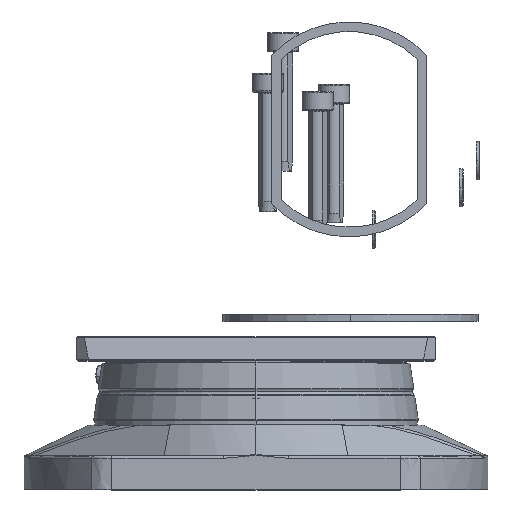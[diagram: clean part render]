
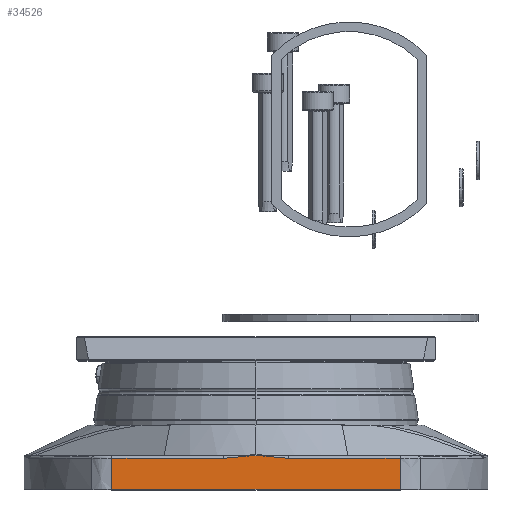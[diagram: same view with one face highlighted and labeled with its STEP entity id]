
A CAD part, top view. The second image highlights one B-rep face of the part: STEP entity #34526.
In plain terms, the highlighted planar face has unit normal (0, 0.009, 1).
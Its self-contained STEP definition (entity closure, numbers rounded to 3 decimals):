
#1557 = CARTESIAN_POINT ( 'NONE',  ( -60.415, 0., 72.5 ) ) ;
#2090 = CARTESIAN_POINT ( 'NONE',  ( 60.415, 0., 72.5 ) ) ;
#2178 = DIRECTION ( 'NONE',  ( -1., 0., 0. ) ) ;
#2179 = CARTESIAN_POINT ( 'NONE',  ( -100., 0., 72.5 ) ) ;
#2192 = LINE ( 'NONE', #2179, #2224 ) ;
#2224 = VECTOR ( 'NONE', #2178, 1000. ) ;
#14374 = CARTESIAN_POINT ( 'NONE',  ( -13.463, 13.009, 72.386 ) ) ;
#14376 = CARTESIAN_POINT ( 'NONE',  ( -12.689, 13.009, 72.386 ) ) ;
#14378 = CARTESIAN_POINT ( 'NONE',  ( -11.916, 13.034, 72.386 ) ) ;
#14380 = CARTESIAN_POINT ( 'NONE',  ( -10.37, 13.117, 72.386 ) ) ;
#14382 = CARTESIAN_POINT ( 'NONE',  ( -9.599, 13.175, 72.385 ) ) ;
#14384 = CARTESIAN_POINT ( 'NONE',  ( -8.06, 13.317, 72.384 ) ) ;
#14386 = CARTESIAN_POINT ( 'NONE',  ( -7.292, 13.4, 72.383 ) ) ;
#14387 = CARTESIAN_POINT ( 'NONE',  ( -6.142, 13.543, 72.382 ) ) ;
#14388 = CARTESIAN_POINT ( 'NONE',  ( -5.758, 13.594, 72.381 ) ) ;
#14389 = CARTESIAN_POINT ( 'NONE',  ( -4.993, 13.705, 72.38 ) ) ;
#14390 = CARTESIAN_POINT ( 'NONE',  ( -4.611, 13.765, 72.38 ) ) ;
#14392 = CARTESIAN_POINT ( 'NONE',  ( -4.23, 13.835, 72.379 ) ) ;
#14396 = B_SPLINE_CURVE_WITH_KNOTS ( 'NONE', 3,
 ( #14392, #14390, #14389, #14388, #14387, #14386, #14384, #14382, #14380, #14378, #14376, #14374 ),
 .UNSPECIFIED., .F., .F.,
 ( 4, 2, 2, 2, 2, 4 ),
 ( 0., 0.001, 0.002, 0.005, 0.007, 0.009 ),
 .UNSPECIFIED. ) ;
#14397 = CARTESIAN_POINT ( 'NONE',  ( -13.463, 13.009, 72.386 ) ) ;
#14400 = CARTESIAN_POINT ( 'NONE',  ( -60.368, 13.009, 72.386 ) ) ;
#14401 = DIRECTION ( 'NONE',  ( -1., 0., 0. ) ) ;
#14402 = VECTOR ( 'NONE', #14401, 1000. ) ;
#14404 = CARTESIAN_POINT ( 'NONE',  ( -100., 13.009, 72.386 ) ) ;
#14405 = LINE ( 'NONE', #14404, #14402 ) ;
#14441 = CARTESIAN_POINT ( 'NONE',  ( -4.23, 13.835, 72.379 ) ) ;
#14442 = CARTESIAN_POINT ( 'NONE',  ( -1.41, 14.359, 72.375 ) ) ;
#14443 = CARTESIAN_POINT ( 'NONE',  ( 1.41, 14.359, 72.375 ) ) ;
#14445 = CARTESIAN_POINT ( 'NONE',  ( 4.23, 13.835, 72.379 ) ) ;
#14448 = B_SPLINE_CURVE_WITH_KNOTS ( 'NONE', 3,
 ( #14445, #14443, #14442, #14441 ),
 .UNSPECIFIED., .F., .F.,
 ( 4, 4 ),
 ( 0., 0.008 ),
 .UNSPECIFIED. ) ;
#14453 = DIRECTION ( 'NONE',  ( 0., -1., 0.009 ) ) ;
#14454 = DIRECTION ( 'NONE',  ( 0., 0.009, 1. ) ) ;
#14455 = CARTESIAN_POINT ( 'NONE',  ( -100., 0., 72.5 ) ) ;
#14456 = AXIS2_PLACEMENT_3D ( 'NONE', #14455, #14454, #14453 ) ;
#14469 = PLANE ( 'NONE',  #14456 ) ;
#14471 = FACE_OUTER_BOUND ( 'NONE', #34516, .T. ) ;
#14488 = CARTESIAN_POINT ( 'NONE',  ( -4.23, 13.835, 72.379 ) ) ;
#14491 = CARTESIAN_POINT ( 'NONE',  ( 7.294, 13.4, 72.383 ) ) ;
#14492 = CARTESIAN_POINT ( 'NONE',  ( 8.063, 13.317, 72.384 ) ) ;
#14493 = CARTESIAN_POINT ( 'NONE',  ( 9.602, 13.175, 72.385 ) ) ;
#14495 = CARTESIAN_POINT ( 'NONE',  ( 10.372, 13.117, 72.386 ) ) ;
#14496 = CARTESIAN_POINT ( 'NONE',  ( 11.916, 13.034, 72.386 ) ) ;
#14497 = CARTESIAN_POINT ( 'NONE',  ( 12.689, 13.009, 72.386 ) ) ;
#14498 = CARTESIAN_POINT ( 'NONE',  ( 13.463, 13.009, 72.386 ) ) ;
#14500 = DIRECTION ( 'NONE',  ( -1., 0., 0. ) ) ;
#14501 = VECTOR ( 'NONE', #14500, 1000. ) ;
#14504 = CARTESIAN_POINT ( 'NONE',  ( -100., 13.009, 72.386 ) ) ;
#14509 = LINE ( 'NONE', #14504, #14501 ) ;
#14511 = B_SPLINE_CURVE_WITH_KNOTS ( 'NONE', 3,
 ( #14498, #14497, #14496, #14495, #14493, #14492, #14491, #14596, #14594, #14593, #14592, #14591 ),
 .UNSPECIFIED., .F., .F.,
 ( 4, 2, 2, 2, 2, 4 ),
 ( 0., 0.002, 0.005, 0.007, 0.008, 0.009 ),
 .UNSPECIFIED. ) ;
#14533 = CARTESIAN_POINT ( 'NONE',  ( 4.23, 13.835, 72.379 ) ) ;
#14582 = CARTESIAN_POINT ( 'NONE',  ( 13.463, 13.009, 72.386 ) ) ;
#14591 = CARTESIAN_POINT ( 'NONE',  ( 4.23, 13.835, 72.379 ) ) ;
#14592 = CARTESIAN_POINT ( 'NONE',  ( 4.611, 13.765, 72.38 ) ) ;
#14593 = CARTESIAN_POINT ( 'NONE',  ( 4.993, 13.705, 72.38 ) ) ;
#14594 = CARTESIAN_POINT ( 'NONE',  ( 5.759, 13.594, 72.381 ) ) ;
#14596 = CARTESIAN_POINT ( 'NONE',  ( 6.142, 13.543, 72.382 ) ) ;
#14608 = CARTESIAN_POINT ( 'NONE',  ( -60.415, 0., 72.5 ) ) ;
#14610 = CARTESIAN_POINT ( 'NONE',  ( -60.407, 2.328, 72.48 ) ) ;
#14612 = CARTESIAN_POINT ( 'NONE',  ( -60.399, 4.656, 72.459 ) ) ;
#14614 = CARTESIAN_POINT ( 'NONE',  ( -60.39, 6.983, 72.439 ) ) ;
#14617 = CARTESIAN_POINT ( 'NONE',  ( -60.383, 8.992, 72.422 ) ) ;
#14620 = CARTESIAN_POINT ( 'NONE',  ( -60.376, 11., 72.404 ) ) ;
#14622 = CARTESIAN_POINT ( 'NONE',  ( -60.368, 13.009, 72.386 ) ) ;
#14629 = CARTESIAN_POINT ( 'NONE',  ( 60.368, 13.009, 72.386 ) ) ;
#14634 = B_SPLINE_CURVE_WITH_KNOTS ( 'NONE', 3,
 ( #14622, #14620, #14617, #14614, #14612, #14610, #14608 ),
 .UNSPECIFIED., .F., .F.,
 ( 4, 3, 4 ),
 ( 0.001, 0.007, 0.014 ),
 .UNSPECIFIED. ) ;
#14699 = CARTESIAN_POINT ( 'NONE',  ( 60.368, 13.009, 72.386 ) ) ;
#14702 = CARTESIAN_POINT ( 'NONE',  ( 60.376, 11., 72.404 ) ) ;
#14703 = CARTESIAN_POINT ( 'NONE',  ( 60.383, 8.992, 72.422 ) ) ;
#14704 = CARTESIAN_POINT ( 'NONE',  ( 60.39, 6.983, 72.439 ) ) ;
#14705 = CARTESIAN_POINT ( 'NONE',  ( 60.399, 4.656, 72.459 ) ) ;
#14706 = CARTESIAN_POINT ( 'NONE',  ( 60.407, 2.328, 72.48 ) ) ;
#14707 = CARTESIAN_POINT ( 'NONE',  ( 60.415, 0., 72.5 ) ) ;
#14715 = B_SPLINE_CURVE_WITH_KNOTS ( 'NONE', 3,
 ( #14707, #14706, #14705, #14704, #14703, #14702, #14699 ),
 .UNSPECIFIED., .F., .F.,
 ( 4, 3, 4 ),
 ( 0., 0.007, 0.013 ),
 .UNSPECIFIED. ) ;
#26734 = VERTEX_POINT ( 'NONE', #1557 ) ;
#27428 = VERTEX_POINT ( 'NONE', #2090 ) ;
#27474 = EDGE_CURVE ( 'NONE', #27428, #26734, #2192, .T. ) ;
#34509 = ORIENTED_EDGE ( 'NONE', *, *, #34512, .T. ) ;
#34512 = EDGE_CURVE ( 'NONE', #34515, #34513, #14405, .T. ) ;
#34513 = VERTEX_POINT ( 'NONE', #14400 ) ;
#34514 = EDGE_CURVE ( 'NONE', #34523, #34515, #14396, .T. ) ;
#34515 = VERTEX_POINT ( 'NONE', #14397 ) ;
#34516 = EDGE_LOOP ( 'NONE', ( #34517, #34509, #34558, #34568, #34562, #34549, #34543, #34540 ) ) ;
#34517 = ORIENTED_EDGE ( 'NONE', *, *, #34514, .T. ) ;
#34523 = VERTEX_POINT ( 'NONE', #14488 ) ;
#34526 = ADVANCED_FACE ( 'NONE', ( #14471 ), #14469, .T. ) ;
#34527 = EDGE_CURVE ( 'NONE', #34538, #34523, #14448, .T. ) ;
#34538 = VERTEX_POINT ( 'NONE', #14533 ) ;
#34539 = EDGE_CURVE ( 'NONE', #34545, #34538, #14511, .T. ) ;
#34540 = ORIENTED_EDGE ( 'NONE', *, *, #34527, .T. ) ;
#34541 = EDGE_CURVE ( 'NONE', #34559, #34545, #14509, .T. ) ;
#34543 = ORIENTED_EDGE ( 'NONE', *, *, #34539, .T. ) ;
#34545 = VERTEX_POINT ( 'NONE', #14582 ) ;
#34549 = ORIENTED_EDGE ( 'NONE', *, *, #34541, .T. ) ;
#34557 = EDGE_CURVE ( 'NONE', #34513, #26734, #14634, .T. ) ;
#34558 = ORIENTED_EDGE ( 'NONE', *, *, #34557, .T. ) ;
#34559 = VERTEX_POINT ( 'NONE', #14629 ) ;
#34562 = ORIENTED_EDGE ( 'NONE', *, *, #34567, .T. ) ;
#34567 = EDGE_CURVE ( 'NONE', #27428, #34559, #14715, .T. ) ;
#34568 = ORIENTED_EDGE ( 'NONE', *, *, #27474, .F. ) ;
